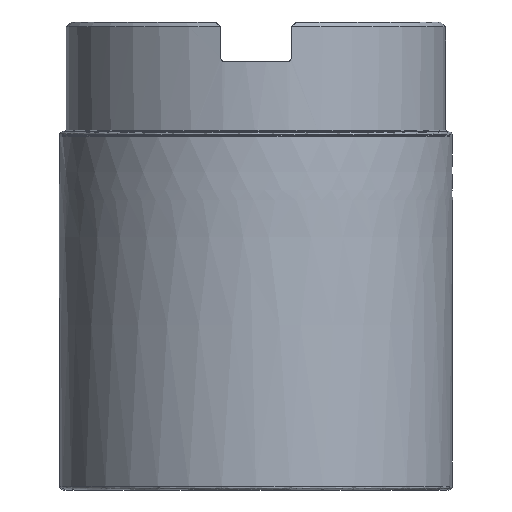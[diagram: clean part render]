
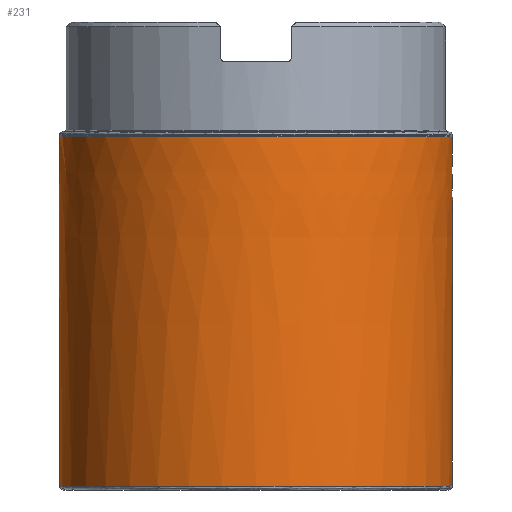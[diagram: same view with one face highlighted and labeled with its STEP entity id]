
A CAD part, front view. The second image highlights one B-rep face of the part: STEP entity #231.
In plain terms, the highlighted face is a revolution surface.
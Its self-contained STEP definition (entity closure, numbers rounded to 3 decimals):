
#231=ADVANCED_FACE('',(#446,#447),#318,.F.);
#318=SURFACE_OF_REVOLUTION('',#384,#351);
#351=AXIS1_PLACEMENT('',#2268,#1845);
#384=B_SPLINE_CURVE_WITH_KNOTS('',3,(#2260,#2261,#2262,#2263,#2264,#2265,
#2266,#2267),.UNSPECIFIED.,.F.,.F.,(4,2,2,4),(0.,0.259,0.517,
1.),.UNSPECIFIED.);
#446=FACE_BOUND('',#572,.T.);
#447=FACE_BOUND('',#573,.T.);
#572=EDGE_LOOP('',(#722));
#573=EDGE_LOOP('',(#723));
#722=ORIENTED_EDGE('',*,*,#1088,.T.);
#723=ORIENTED_EDGE('',*,*,#1089,.F.);
#982=VERTEX_POINT('',#2257);
#983=VERTEX_POINT('',#2259);
#1088=EDGE_CURVE('',#982,#982,#1218,.T.);
#1089=EDGE_CURVE('',#983,#983,#1219,.T.);
#1218=CIRCLE('',#1660,39.856);
#1219=CIRCLE('',#1661,39.875);
#1660=AXIS2_PLACEMENT_3D('',#2256,#1841,#1842);
#1661=AXIS2_PLACEMENT_3D('',#2258,#1843,#1844);
#1841=DIRECTION('',(0.,0.,-1.));
#1842=DIRECTION('',(-1.,0.,0.));
#1843=DIRECTION('',(0.,0.,-1.));
#1844=DIRECTION('',(-1.,0.,0.));
#1845=DIRECTION('',(0.,0.,-1.));
#2256=CARTESIAN_POINT('',(0.,0.,-23.29));
#2257=CARTESIAN_POINT('',(-39.856,0.,-23.29));
#2258=CARTESIAN_POINT('',(0.,0.,-94.2));
#2259=CARTESIAN_POINT('',(-39.875,0.,-94.2));
#2260=CARTESIAN_POINT('',(-39.875,0.,-94.2));
#2261=CARTESIAN_POINT('',(-39.888,0.,-36.47));
#2262=CARTESIAN_POINT('',(-39.908,0.,-35.227));
#2263=CARTESIAN_POINT('',(-39.935,0.,-32.741));
#2264=CARTESIAN_POINT('',(-39.941,0.,-31.498));
#2265=CARTESIAN_POINT('',(-39.938,0.,-27.933));
#2266=CARTESIAN_POINT('',(-39.91,0.,-25.611));
#2267=CARTESIAN_POINT('',(-39.856,0.,-23.29));
#2268=CARTESIAN_POINT('',(0.,0.,0.));
